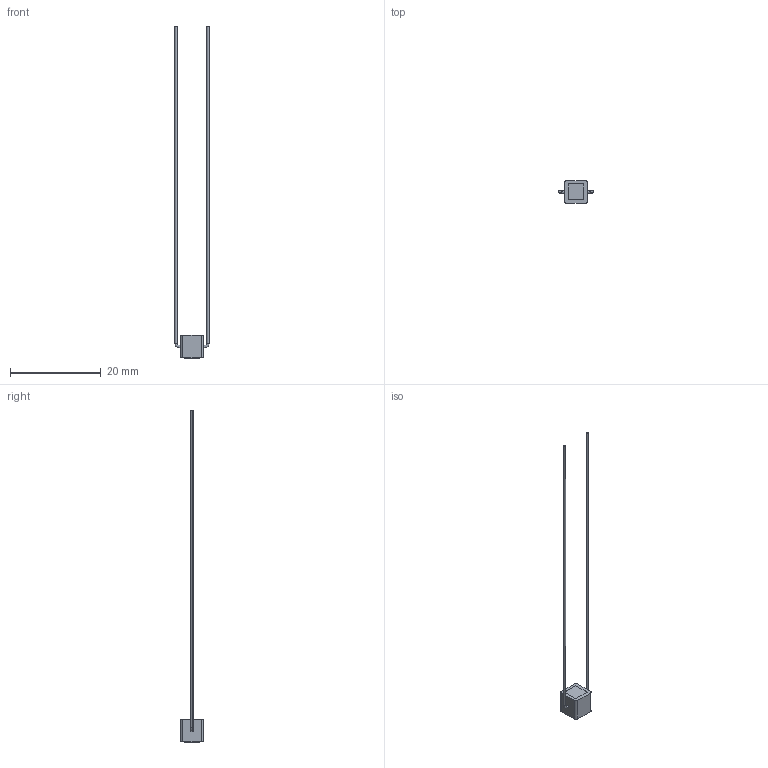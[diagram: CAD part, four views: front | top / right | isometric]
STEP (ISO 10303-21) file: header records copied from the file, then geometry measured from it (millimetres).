
FILE_DESCRIPTION (( 'STEP AP214' ), '1' );
FILE_NAME ('CTN009985.STEP', '2017-01-11T03:55:23', ( '' ), ( '' ), 'SwSTEP 2.0', 'SolidWorks 2016', '' );
FILE_SCHEMA (( 'AUTOMOTIVE_DESIGN' ));
Length unit declared in the file: millimetre
Products named in the file (1): CTN009985
Bounding box: 7.56 x 5 x 73.26 mm (x, y, z)
Volume: 152.3 mm3; surface area: 370.5 mm2
Topology: 1 solids, 1 shells, 30 faces, 68 edges, 44 vertices
Faces by surface type: plane 18, bspline 8, cylinder 4
Entity records: 1513 total; most frequent: CARTESIAN_POINT 631, ORIENTED_EDGE 136, DIRECTION 110, EDGE_CURVE 68, VERTEX_POINT 44, VECTOR 40, LINE 40, AXIS2_PLACEMENT_3D 35
